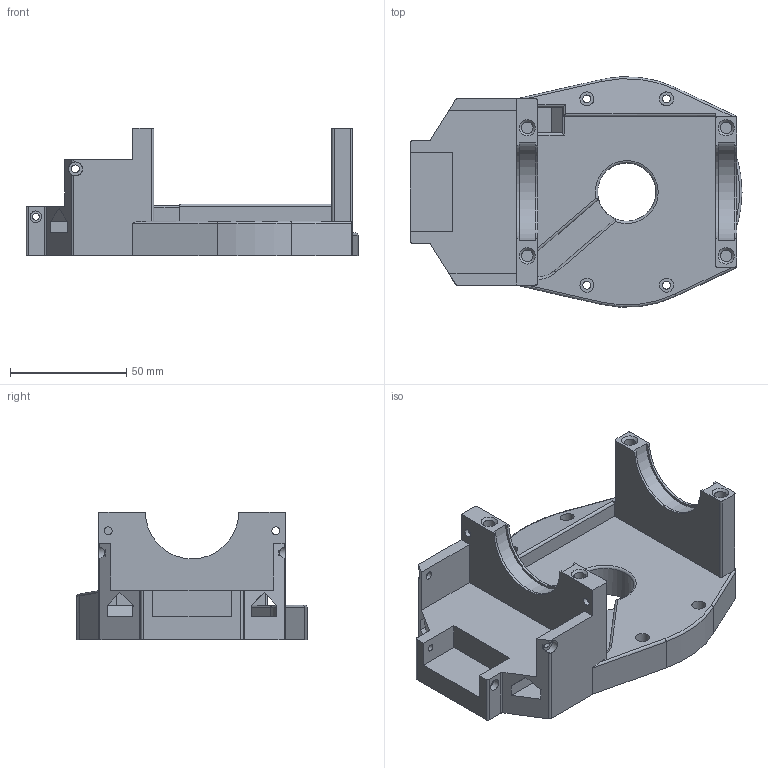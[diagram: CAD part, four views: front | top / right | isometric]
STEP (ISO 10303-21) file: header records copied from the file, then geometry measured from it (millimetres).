
FILE_DESCRIPTION(/* description */ (''),/* implementation_level */ '2;1');
FILE_NAME(/* name */ 'floor_container.step',/* time_stamp */ '2026-02-16T15:29:11-08:00',/* author */ (''),/* organization */ (''),/* preprocessor_version */ 'ST-DEVELOPER v20.1',/* originating_system */ 'Autodesk Translation Framework v14.24.0.0',/* authorisation */ '');
FILE_SCHEMA (('AUTOMOTIVE_DESIGN { 1 0 10303 214 3 1 1 }'));
Length unit declared in the file: millimetre
Products named in the file (4): Manuel 1.0; V4 robot arm; Shoulder; Floor container
Assembly tree (3 placements, depth 4):
  Manuel 1.0
    V4 robot arm
      Shoulder
        Floor container
Bounding box: 142.55 x 98.87 x 54.73 mm (x, y, z)
Volume: 214967 mm3; surface area: 49701.3 mm2
Topology: 1 solids, 1 shells, 139 faces, 377 edges, 246 vertices
Faces by surface type: plane 69, cylinder 61, torus 4, cone 4, bspline 1
Full cylindrical faces by diameter (mm): 2.9 x2, 3.4 x8, 5 x6, 6 x8, 25 x1
Entity records: 4594 total; most frequent: CARTESIAN_POINT 858, DIRECTION 793, ORIENTED_EDGE 746, EDGE_CURVE 373, AXIS2_PLACEMENT_3D 284, VERTEX_POINT 244, LINE 225, VECTOR 225
